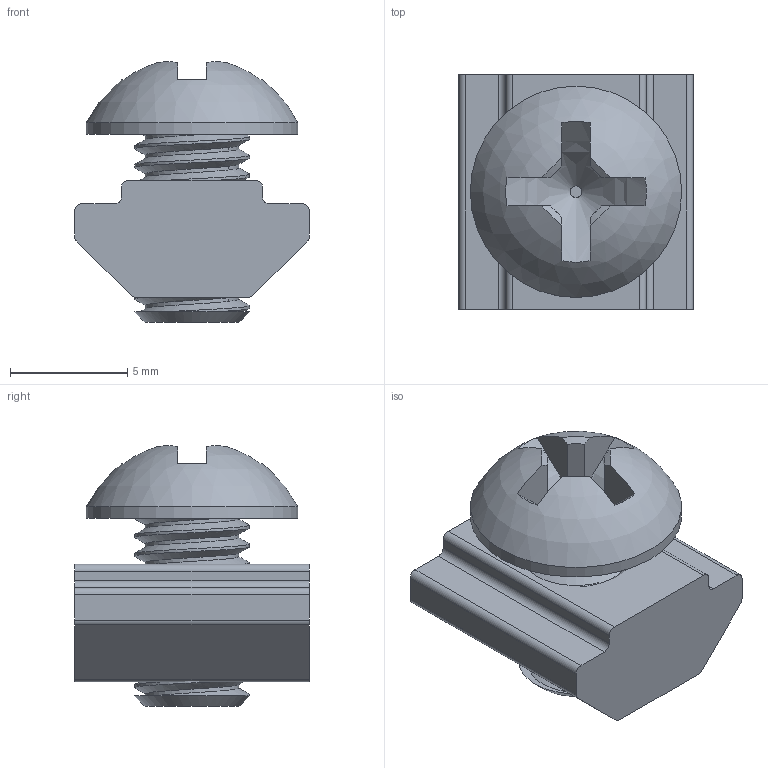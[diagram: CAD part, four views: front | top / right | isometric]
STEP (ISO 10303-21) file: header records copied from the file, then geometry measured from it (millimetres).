
FILE_DESCRIPTION(/* description */ (''),/* implementation_level */ '2;1');
FILE_NAME(/* name */ '79D-204-0.step',/* time_stamp */ '2022-10-07T08:56:00-04:00',/* author */ (''),/* organization */ (''),/* preprocessor_version */ 'ST-DEVELOPER v19',/* originating_system */ 'Autodesk Translation Framework v11.7.0.108',/* authorisation */ '');
FILE_SCHEMA (('AUTOMOTIVE_DESIGN { 1 0 10303 214 3 1 1 }'));
Length unit declared in the file: millimetre
Products named in the file (2): Untitled; 79D-204-0 v1
Assembly tree (1 placements, depth 2):
  Untitled
    79D-204-0 v1
Bounding box: 10 x 10 x 11.1 mm (x, y, z)
Volume: 558.3 mm3; surface area: 757.1 mm2
Topology: 2 solids, 2 shells, 63 faces, 206 edges, 147 vertices
Faces by surface type: plane 29, cylinder 23, cone 8, bspline 2, sphere 1
Full cylindrical faces by diameter (mm): 3.99 x8, 4.15 x1, 9 x1
Entity records: 8740 total; most frequent: CARTESIAN_POINT 6937, ORIENTED_EDGE 412, DIRECTION 331, EDGE_CURVE 206, VERTEX_POINT 147, AXIS2_PLACEMENT_3D 133, EDGE_LOOP 65, LINE 65
